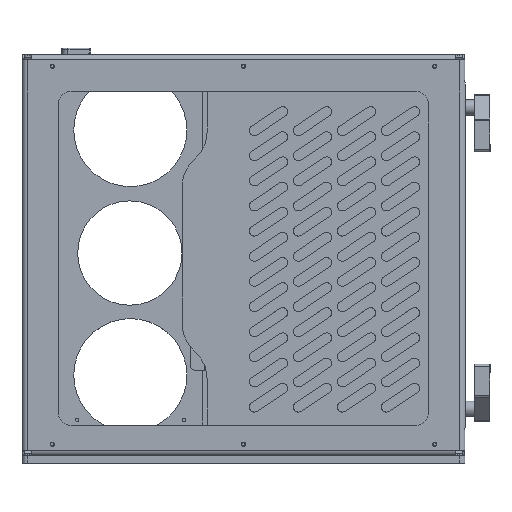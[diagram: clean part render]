
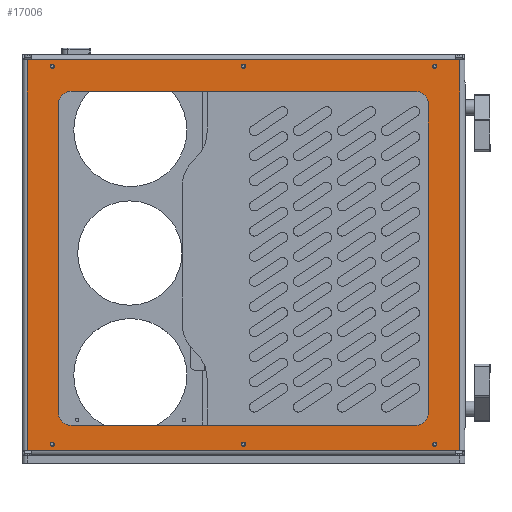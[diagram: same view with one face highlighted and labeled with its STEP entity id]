
A CAD part, top view. The second image highlights one B-rep face of the part: STEP entity #17006.
In plain terms, the highlighted planar face has unit normal (0, 0, 1).
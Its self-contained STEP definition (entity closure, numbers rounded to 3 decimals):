
#291=FACE_BOUND('',#2320,.T.);
#292=FACE_BOUND('',#2321,.T.);
#293=FACE_BOUND('',#2322,.T.);
#294=FACE_BOUND('',#2323,.T.);
#295=FACE_BOUND('',#2324,.T.);
#296=FACE_BOUND('',#2325,.T.);
#297=FACE_BOUND('',#2326,.T.);
#646=PLANE('',#18383);
#1281=FACE_OUTER_BOUND('',#2319,.T.);
#2319=EDGE_LOOP('',(#12966,#12967,#12968,#12969));
#2320=EDGE_LOOP('',(#12970));
#2321=EDGE_LOOP('',(#12971));
#2322=EDGE_LOOP('',(#12972));
#2323=EDGE_LOOP('',(#12973));
#2324=EDGE_LOOP('',(#12974));
#2325=EDGE_LOOP('',(#12975));
#2326=EDGE_LOOP('',(#12976,#12977,#12978,#12979,#12980,#12981,#12982,#12983));
#3464=LINE('',#25872,#5075);
#3470=LINE('',#25887,#5081);
#3474=LINE('',#25899,#5085);
#3477=LINE('',#25908,#5088);
#3663=LINE('',#26412,#5274);
#3666=LINE('',#26420,#5277);
#3668=LINE('',#26424,#5279);
#3669=LINE('',#26425,#5280);
#5075=VECTOR('',#20721,10.);
#5081=VECTOR('',#20735,10.);
#5085=VECTOR('',#20747,10.);
#5088=VECTOR('',#20758,10.);
#5274=VECTOR('',#21334,10.);
#5277=VECTOR('',#21345,10.);
#5279=VECTOR('',#21349,10.);
#5280=VECTOR('',#21350,10.);
#6610=CIRCLE('',#18151,1.7);
#6612=CIRCLE('',#18154,1.7);
#6614=CIRCLE('',#18157,1.7);
#6616=CIRCLE('',#18160,1.7);
#6618=CIRCLE('',#18163,1.7);
#6620=CIRCLE('',#18166,1.7);
#6622=CIRCLE('',#18169,10.);
#6624=CIRCLE('',#18173,10.);
#6626=CIRCLE('',#18177,10.);
#6628=CIRCLE('',#18181,10.);
#7636=VERTEX_POINT('',#25826);
#7638=VERTEX_POINT('',#25832);
#7640=VERTEX_POINT('',#25838);
#7642=VERTEX_POINT('',#25844);
#7644=VERTEX_POINT('',#25850);
#7646=VERTEX_POINT('',#25856);
#7648=VERTEX_POINT('',#25862);
#7649=VERTEX_POINT('',#25863);
#7652=VERTEX_POINT('',#25871);
#7654=VERTEX_POINT('',#25877);
#7655=VERTEX_POINT('',#25878);
#7658=VERTEX_POINT('',#25889);
#7659=VERTEX_POINT('',#25890);
#7662=VERTEX_POINT('',#25901);
#7665=VERTEX_POINT('',#25911);
#7667=VERTEX_POINT('',#25918);
#7786=VERTEX_POINT('',#26410);
#7788=VERTEX_POINT('',#26423);
#9422=EDGE_CURVE('',#7636,#7636,#6610,.T.);
#9425=EDGE_CURVE('',#7638,#7638,#6612,.T.);
#9428=EDGE_CURVE('',#7640,#7640,#6614,.T.);
#9431=EDGE_CURVE('',#7642,#7642,#6616,.T.);
#9434=EDGE_CURVE('',#7644,#7644,#6618,.T.);
#9437=EDGE_CURVE('',#7646,#7646,#6620,.T.);
#9440=EDGE_CURVE('',#7648,#7649,#6622,.T.);
#9444=EDGE_CURVE('',#7652,#7649,#3464,.T.);
#9447=EDGE_CURVE('',#7654,#7655,#6624,.T.);
#9452=EDGE_CURVE('',#7648,#7655,#3470,.T.);
#9453=EDGE_CURVE('',#7658,#7659,#6626,.T.);
#9458=EDGE_CURVE('',#7654,#7659,#3474,.T.);
#9459=EDGE_CURVE('',#7652,#7662,#6628,.T.);
#9463=EDGE_CURVE('',#7658,#7662,#3477,.T.);
#9716=EDGE_CURVE('',#7665,#7786,#3663,.T.);
#9720=EDGE_CURVE('',#7667,#7665,#3666,.T.);
#9722=EDGE_CURVE('',#7786,#7788,#3668,.F.);
#9723=EDGE_CURVE('',#7788,#7667,#3669,.T.);
#12966=ORIENTED_EDGE('',*,*,#9716,.T.);
#12967=ORIENTED_EDGE('',*,*,#9722,.T.);
#12968=ORIENTED_EDGE('',*,*,#9723,.T.);
#12969=ORIENTED_EDGE('',*,*,#9720,.T.);
#12970=ORIENTED_EDGE('',*,*,#9422,.T.);
#12971=ORIENTED_EDGE('',*,*,#9425,.T.);
#12972=ORIENTED_EDGE('',*,*,#9428,.T.);
#12973=ORIENTED_EDGE('',*,*,#9431,.T.);
#12974=ORIENTED_EDGE('',*,*,#9434,.T.);
#12975=ORIENTED_EDGE('',*,*,#9437,.T.);
#12976=ORIENTED_EDGE('',*,*,#9458,.T.);
#12977=ORIENTED_EDGE('',*,*,#9453,.F.);
#12978=ORIENTED_EDGE('',*,*,#9463,.T.);
#12979=ORIENTED_EDGE('',*,*,#9459,.F.);
#12980=ORIENTED_EDGE('',*,*,#9444,.T.);
#12981=ORIENTED_EDGE('',*,*,#9440,.F.);
#12982=ORIENTED_EDGE('',*,*,#9452,.T.);
#12983=ORIENTED_EDGE('',*,*,#9447,.F.);
#17006=ADVANCED_FACE('',(#1281,#291,#292,#293,#294,#295,#296,#297),#646,
 .T.);
#18151=AXIS2_PLACEMENT_3D('',#25827,#20671,#20672);
#18154=AXIS2_PLACEMENT_3D('',#25833,#20678,#20679);
#18157=AXIS2_PLACEMENT_3D('',#25839,#20685,#20686);
#18160=AXIS2_PLACEMENT_3D('',#25845,#20692,#20693);
#18163=AXIS2_PLACEMENT_3D('',#25851,#20699,#20700);
#18166=AXIS2_PLACEMENT_3D('',#25857,#20706,#20707);
#18169=AXIS2_PLACEMENT_3D('',#25864,#20713,#20714);
#18173=AXIS2_PLACEMENT_3D('',#25879,#20726,#20727);
#18177=AXIS2_PLACEMENT_3D('',#25891,#20738,#20739);
#18181=AXIS2_PLACEMENT_3D('',#25902,#20750,#20751);
#18383=AXIS2_PLACEMENT_3D('',#26422,#21347,#21348);
#20671=DIRECTION('center_axis',(0.,0.,-1.));
#20672=DIRECTION('ref_axis',(1.,0.,0.));
#20678=DIRECTION('center_axis',(0.,0.,-1.));
#20679=DIRECTION('ref_axis',(1.,0.,0.));
#20685=DIRECTION('center_axis',(0.,0.,-1.));
#20686=DIRECTION('ref_axis',(1.,0.,0.));
#20692=DIRECTION('center_axis',(0.,0.,-1.));
#20693=DIRECTION('ref_axis',(1.,0.,0.));
#20699=DIRECTION('center_axis',(0.,0.,-1.));
#20700=DIRECTION('ref_axis',(1.,0.,0.));
#20706=DIRECTION('center_axis',(0.,0.,-1.));
#20707=DIRECTION('ref_axis',(1.,0.,0.));
#20713=DIRECTION('center_axis',(0.,0.,1.));
#20714=DIRECTION('ref_axis',(-0.707,0.707,0.));
#20721=DIRECTION('',(0.,1.,0.));
#20726=DIRECTION('center_axis',(0.,0.,1.));
#20727=DIRECTION('ref_axis',(0.707,0.707,0.));
#20735=DIRECTION('',(1.,0.,0.));
#20738=DIRECTION('center_axis',(0.,0.,1.));
#20739=DIRECTION('ref_axis',(0.707,-0.707,0.));
#20747=DIRECTION('',(0.,-1.,0.));
#20750=DIRECTION('center_axis',(0.,0.,1.));
#20751=DIRECTION('ref_axis',(-0.707,-0.707,0.));
#20758=DIRECTION('',(-1.,0.,0.));
#21334=DIRECTION('',(0.,1.,0.));
#21345=DIRECTION('',(1.,0.,0.));
#21347=DIRECTION('center_axis',(0.,0.,1.));
#21348=DIRECTION('ref_axis',(1.,0.,0.));
#21349=DIRECTION('',(1.,0.,0.));
#21350=DIRECTION('',(0.,-1.,0.));
#25826=CARTESIAN_POINT('',(240.062,330.168,2.));
#25827=CARTESIAN_POINT('Origin',(241.762,330.168,2.));
#25832=CARTESIAN_POINT('',(240.062,29.463,2.));
#25833=CARTESIAN_POINT('Origin',(241.762,29.463,2.));
#25838=CARTESIAN_POINT('',(87.896,330.168,2.));
#25839=CARTESIAN_POINT('Origin',(89.596,330.168,2.));
#25844=CARTESIAN_POINT('',(392.229,330.168,2.));
#25845=CARTESIAN_POINT('Origin',(393.929,330.168,2.));
#25850=CARTESIAN_POINT('',(392.229,29.463,2.));
#25851=CARTESIAN_POINT('Origin',(393.929,29.463,2.));
#25856=CARTESIAN_POINT('',(87.896,29.463,2.));
#25857=CARTESIAN_POINT('Origin',(89.596,29.463,2.));
#25862=CARTESIAN_POINT('',(104.596,310.168,2.));
#25863=CARTESIAN_POINT('',(94.596,300.168,2.));
#25864=CARTESIAN_POINT('Origin',(104.596,300.168,2.));
#25871=CARTESIAN_POINT('',(94.596,54.463,2.));
#25872=CARTESIAN_POINT('',(94.596,135.889,2.));
#25877=CARTESIAN_POINT('',(388.929,300.168,2.));
#25878=CARTESIAN_POINT('',(378.929,310.168,2.));
#25879=CARTESIAN_POINT('Origin',(378.929,300.168,2.));
#25887=CARTESIAN_POINT('',(134.863,310.168,2.));
#25889=CARTESIAN_POINT('',(378.929,44.463,2.));
#25890=CARTESIAN_POINT('',(388.929,54.463,2.));
#25891=CARTESIAN_POINT('Origin',(378.929,54.463,2.));
#25899=CARTESIAN_POINT('',(388.929,268.742,2.));
#25901=CARTESIAN_POINT('',(104.596,44.463,2.));
#25902=CARTESIAN_POINT('Origin',(104.596,54.463,2.));
#25908=CARTESIAN_POINT('',(282.03,44.463,2.));
#25911=CARTESIAN_POINT('',(413.929,24.463,2.));
#25918=CARTESIAN_POINT('',(69.596,24.463,2.));
#26410=CARTESIAN_POINT('',(413.929,335.168,2.));
#26412=CARTESIAN_POINT('',(413.929,281.242,2.));
#26420=CARTESIAN_POINT('',(415.929,24.463,2.));
#26422=CARTESIAN_POINT('Origin',(175.13,227.316,2.));
#26423=CARTESIAN_POINT('',(69.596,335.168,2.));
#26424=CARTESIAN_POINT('',(295.53,335.168,2.));
#26425=CARTESIAN_POINT('',(69.596,123.389,2.));
